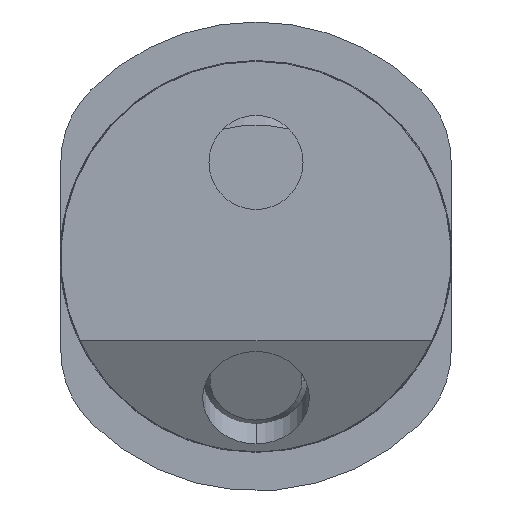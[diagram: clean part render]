
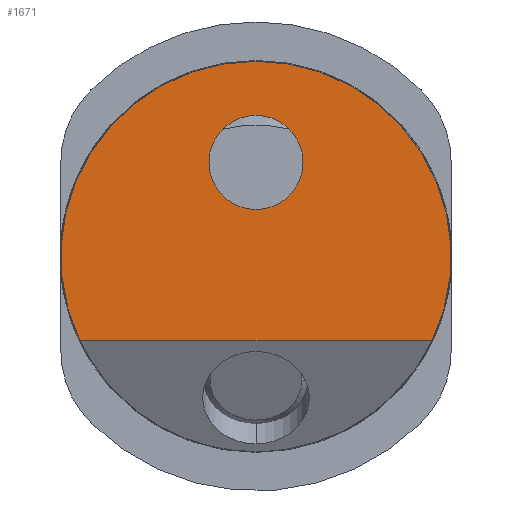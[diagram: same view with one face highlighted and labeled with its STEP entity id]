
A CAD part, front view. The second image highlights one B-rep face of the part: STEP entity #1671.
In plain terms, the highlighted planar face has unit normal (0, -1, 0).
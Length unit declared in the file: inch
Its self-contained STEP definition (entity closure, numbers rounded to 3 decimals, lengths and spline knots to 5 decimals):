
#77 = DIRECTION ( 'NONE',  ( 0., 1., 0. ) ) ;
#82 = AXIS2_PLACEMENT_3D ( 'NONE', #1950, #6744, #2629 ) ;
#113 = CIRCLE ( 'NONE', #1058, 0.11811 ) ;
#327 = PLANE ( 'NONE',  #3142 ) ;
#345 = FACE_OUTER_BOUND ( 'NONE', #408, .T. ) ;
#408 = EDGE_LOOP ( 'NONE', ( #6196, #7067, #1996 ) ) ;
#520 = DIRECTION ( 'NONE',  ( 0., 0., 1. ) ) ;
#708 = CARTESIAN_POINT ( 'NONE',  ( 0., 0., 0.23602 ) ) ;
#826 = ORIENTED_EDGE ( 'NONE', *, *, #4536, .T. ) ;
#986 = CARTESIAN_POINT ( 'NONE',  ( 0., 0., 0. ) ) ;
#1008 = DIRECTION ( 'NONE',  ( 0., 1., 0. ) ) ;
#1042 = EDGE_CURVE ( 'NONE', #4597, #2442, #7676, .T. ) ;
#1058 = AXIS2_PLACEMENT_3D ( 'NONE', #708, #5498, #1418 ) ;
#1418 = DIRECTION ( 'NONE',  ( 0., 0., 1. ) ) ;
#1527 = VERTEX_POINT ( 'NONE', #2210 ) ;
#1671 = ADVANCED_FACE ( 'NONE', ( #5831, #345 ), #327, .F. ) ;
#1950 = CARTESIAN_POINT ( 'NONE',  ( 0., 0., 0. ) ) ;
#1985 = EDGE_CURVE ( 'NONE', #2520, #4597, #4117, .T. ) ;
#1996 = ORIENTED_EDGE ( 'NONE', *, *, #1042, .F. ) ;
#2057 = CARTESIAN_POINT ( 'NONE',  ( 0., 0., 0.11791 ) ) ;
#2210 = CARTESIAN_POINT ( 'NONE',  ( 0., 0., 0.35413 ) ) ;
#2442 = VERTEX_POINT ( 'NONE', #6138 ) ;
#2457 = VERTEX_POINT ( 'NONE', #2057 ) ;
#2476 = CARTESIAN_POINT ( 'NONE',  ( -0.49193, 0., -0.2114 ) ) ;
#2520 = VERTEX_POINT ( 'NONE', #3488 ) ;
#2629 = DIRECTION ( 'NONE',  ( 0., 0., 1. ) ) ;
#3142 = AXIS2_PLACEMENT_3D ( 'NONE', #986, #1008, #3781 ) ;
#3488 = CARTESIAN_POINT ( 'NONE',  ( -0.44201, 0., -0.2114 ) ) ;
#3781 = DIRECTION ( 'NONE',  ( 0., 0., 1. ) ) ;
#4117 = CIRCLE ( 'NONE', #82, 0.48996 ) ;
#4203 = CARTESIAN_POINT ( 'NONE',  ( 0., 0., 0.23602 ) ) ;
#4393 = ORIENTED_EDGE ( 'NONE', *, *, #8685, .T. ) ;
#4514 = VECTOR ( 'NONE', #6574, 39.37008 ) ;
#4536 = EDGE_CURVE ( 'NONE', #1527, #2457, #113, .T. ) ;
#4597 = VERTEX_POINT ( 'NONE', #6930 ) ;
#4657 = DIRECTION ( 'NONE',  ( 0., 1., 0. ) ) ;
#4881 = DIRECTION ( 'NONE',  ( 0., 0., 1. ) ) ;
#5091 = AXIS2_PLACEMENT_3D ( 'NONE', #7432, #4657, #520 ) ;
#5498 = DIRECTION ( 'NONE',  ( 0., 1., 0. ) ) ;
#5831 = FACE_BOUND ( 'NONE', #7684, .T. ) ;
#6119 = LINE ( 'NONE', #2476, #4514 ) ;
#6138 = CARTESIAN_POINT ( 'NONE',  ( 0.44201, 0., -0.2114 ) ) ;
#6196 = ORIENTED_EDGE ( 'NONE', *, *, #1985, .F. ) ;
#6574 = DIRECTION ( 'NONE',  ( 1., 0., 0. ) ) ;
#6744 = DIRECTION ( 'NONE',  ( 0., 1., 0. ) ) ;
#6930 = CARTESIAN_POINT ( 'NONE',  ( 0., 0., 0.48996 ) ) ;
#7067 = ORIENTED_EDGE ( 'NONE', *, *, #7873, .T. ) ;
#7432 = CARTESIAN_POINT ( 'NONE',  ( 0., 0., 0. ) ) ;
#7676 = CIRCLE ( 'NONE', #5091, 0.48996 ) ;
#7684 = EDGE_LOOP ( 'NONE', ( #826, #4393 ) ) ;
#7873 = EDGE_CURVE ( 'NONE', #2520, #2442, #6119, .T. ) ;
#8259 = AXIS2_PLACEMENT_3D ( 'NONE', #4203, #77, #4881 ) ;
#8467 = CIRCLE ( 'NONE', #8259, 0.11811 ) ;
#8685 = EDGE_CURVE ( 'NONE', #2457, #1527, #8467, .T. ) ;
